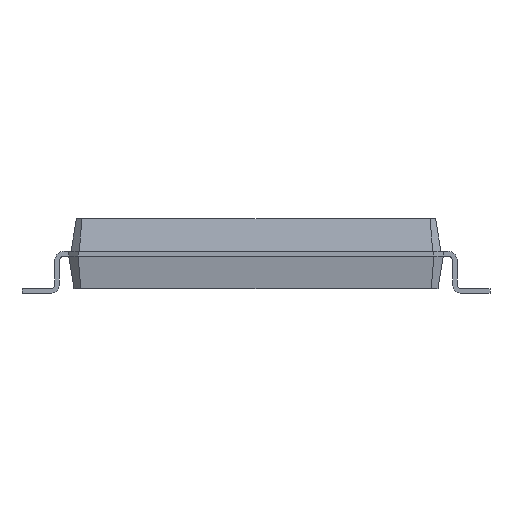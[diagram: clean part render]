
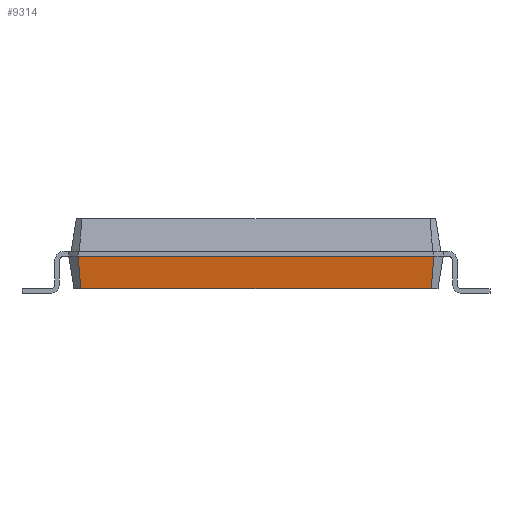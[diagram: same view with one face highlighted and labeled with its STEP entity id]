
A CAD part, front view. The second image highlights one B-rep face of the part: STEP entity #9314.
In plain terms, the highlighted free-form (B-spline) face has degree [1, 1] with [2, 2] control points.
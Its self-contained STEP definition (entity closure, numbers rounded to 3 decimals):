
#772 = PLANE('',#773);
#773 = AXIS2_PLACEMENT_3D('',#774,#775,#776);
#774 = CARTESIAN_POINT('',(-3.745,6.139,0.1));
#775 = DIRECTION('',(0.,-0.,-1.));
#776 = DIRECTION('',(0.521,-0.854,0.));
#799 = B_SPLINE_SURFACE_WITH_KNOTS('',1,1,(
(#800,#801)
,(#802,#803
)),.UNSPECIFIED.,.F.,.F.,.F.,(2,2),(2,2),(0.,0.283),(0.,1.)
,.PIECEWISE_BEZIER_KNOTS.);
#800 = CARTESIAN_POINT('',(3.889,-5.995,0.1));
#801 = CARTESIAN_POINT('',(4.,-6.05,0.8));
#802 = CARTESIAN_POINT('',(3.745,-6.139,0.1));
#803 = CARTESIAN_POINT('',(3.8,-6.25,0.8));
#2855 = VERTEX_POINT('',#2856);
#2856 = CARTESIAN_POINT('',(3.745,-6.139,0.1));
#2876 = EDGE_CURVE('',#2855,#2877,#2879,.T.);
#2877 = VERTEX_POINT('',#2878);
#2878 = CARTESIAN_POINT('',(-3.745,-6.139,0.1));
#2879 = SURFACE_CURVE('',#2880,(#2884,#2891),.PCURVE_S1.);
#2880 = LINE('',#2881,#2882);
#2881 = CARTESIAN_POINT('',(3.745,-6.139,0.1));
#2882 = VECTOR('',#2883,1.);
#2883 = DIRECTION('',(-1.,0.,0.));
#2884 = PCURVE('',#772,#2885);
#2885 = DEFINITIONAL_REPRESENTATION('',(#2886),#2890);
#2886 = LINE('',#2887,#2888);
#2887 = CARTESIAN_POINT('',(14.382,0.));
#2888 = VECTOR('',#2889,1.);
#2889 = DIRECTION('',(-0.521,0.854));
#2890 = ( GEOMETRIC_REPRESENTATION_CONTEXT(2)
PARAMETRIC_REPRESENTATION_CONTEXT() REPRESENTATION_CONTEXT('2D SPACE',''
) );
#2891 = PCURVE('',#2892,#2897);
#2892 = B_SPLINE_SURFACE_WITH_KNOTS('',1,1,(
(#2893,#2894)
,(#2895,#2896
)),.UNSPECIFIED.,.F.,.F.,.F.,(2,2),(2,2),(0.,7.6),(0.,1.),
.PIECEWISE_BEZIER_KNOTS.);
#2893 = CARTESIAN_POINT('',(3.745,-6.139,0.1));
#2894 = CARTESIAN_POINT('',(3.8,-6.25,0.8));
#2895 = CARTESIAN_POINT('',(-3.745,-6.139,0.1));
#2896 = CARTESIAN_POINT('',(-3.8,-6.25,0.8));
#2897 = DEFINITIONAL_REPRESENTATION('',(#2898),#2901);
#2898 = B_SPLINE_CURVE_WITH_KNOTS('',1,(#2899,#2900),.UNSPECIFIED.,.F.,
.F.,(2,2),(0.,7.489),.PIECEWISE_BEZIER_KNOTS.);
#2899 = CARTESIAN_POINT('',(0.,0.));
#2900 = CARTESIAN_POINT('',(7.6,0.));
#2901 = ( GEOMETRIC_REPRESENTATION_CONTEXT(2)
PARAMETRIC_REPRESENTATION_CONTEXT() REPRESENTATION_CONTEXT('2D SPACE',''
) );
#2919 = B_SPLINE_SURFACE_WITH_KNOTS('',1,1,(
(#2920,#2921)
,(#2922,#2923
)),.UNSPECIFIED.,.F.,.F.,.F.,(2,2),(2,2),(0.,0.283),(0.,1.)
,.PIECEWISE_BEZIER_KNOTS.);
#2920 = CARTESIAN_POINT('',(-3.745,-6.139,0.1));
#2921 = CARTESIAN_POINT('',(-3.8,-6.25,0.8));
#2922 = CARTESIAN_POINT('',(-3.889,-5.995,0.1));
#2923 = CARTESIAN_POINT('',(-4.,-6.05,0.8));
#2986 = EDGE_CURVE('',#2855,#2987,#2989,.T.);
#2987 = VERTEX_POINT('',#2988);
#2988 = CARTESIAN_POINT('',(3.8,-6.25,0.8));
#2989 = SURFACE_CURVE('',#2990,(#2993,#3000),.PCURVE_S1.);
#2990 = B_SPLINE_CURVE_WITH_KNOTS('',1,(#2991,#2992),.UNSPECIFIED.,.F.,
.F.,(2,2),(0.,1.),.PIECEWISE_BEZIER_KNOTS.);
#2991 = CARTESIAN_POINT('',(3.745,-6.139,0.1));
#2992 = CARTESIAN_POINT('',(3.8,-6.25,0.8));
#2993 = PCURVE('',#799,#2994);
#2994 = DEFINITIONAL_REPRESENTATION('',(#2995),#2999);
#2995 = LINE('',#2996,#2997);
#2996 = CARTESIAN_POINT('',(0.283,0.));
#2997 = VECTOR('',#2998,1.);
#2998 = DIRECTION('',(0.,1.));
#2999 = ( GEOMETRIC_REPRESENTATION_CONTEXT(2)
PARAMETRIC_REPRESENTATION_CONTEXT() REPRESENTATION_CONTEXT('2D SPACE',''
) );
#3000 = PCURVE('',#2892,#3001);
#3001 = DEFINITIONAL_REPRESENTATION('',(#3002),#3006);
#3002 = LINE('',#3003,#3004);
#3003 = CARTESIAN_POINT('',(0.,0.));
#3004 = VECTOR('',#3005,1.);
#3005 = DIRECTION('',(0.,1.));
#3006 = ( GEOMETRIC_REPRESENTATION_CONTEXT(2)
PARAMETRIC_REPRESENTATION_CONTEXT() REPRESENTATION_CONTEXT('2D SPACE',''
) );
#9314 = ADVANCED_FACE('',(#9315),#2892,.F.);
#9315 = FACE_BOUND('',#9316,.F.);
#9316 = EDGE_LOOP('',(#9317,#9318,#9340,#9366));
#9317 = ORIENTED_EDGE('',*,*,#2876,.T.);
#9318 = ORIENTED_EDGE('',*,*,#9319,.T.);
#9319 = EDGE_CURVE('',#2877,#9320,#9322,.T.);
#9320 = VERTEX_POINT('',#9321);
#9321 = CARTESIAN_POINT('',(-3.8,-6.25,0.8));
#9322 = SURFACE_CURVE('',#9323,(#9326,#9333),.PCURVE_S1.);
#9323 = B_SPLINE_CURVE_WITH_KNOTS('',1,(#9324,#9325),.UNSPECIFIED.,.F.,
.F.,(2,2),(0.,1.),.PIECEWISE_BEZIER_KNOTS.);
#9324 = CARTESIAN_POINT('',(-3.745,-6.139,0.1));
#9325 = CARTESIAN_POINT('',(-3.8,-6.25,0.8));
#9326 = PCURVE('',#2892,#9327);
#9327 = DEFINITIONAL_REPRESENTATION('',(#9328),#9332);
#9328 = LINE('',#9329,#9330);
#9329 = CARTESIAN_POINT('',(7.6,0.));
#9330 = VECTOR('',#9331,1.);
#9331 = DIRECTION('',(0.,1.));
#9332 = ( GEOMETRIC_REPRESENTATION_CONTEXT(2)
PARAMETRIC_REPRESENTATION_CONTEXT() REPRESENTATION_CONTEXT('2D SPACE',''
) );
#9333 = PCURVE('',#2919,#9334);
#9334 = DEFINITIONAL_REPRESENTATION('',(#9335),#9339);
#9335 = LINE('',#9336,#9337);
#9336 = CARTESIAN_POINT('',(0.,0.));
#9337 = VECTOR('',#9338,1.);
#9338 = DIRECTION('',(0.,1.));
#9339 = ( GEOMETRIC_REPRESENTATION_CONTEXT(2)
PARAMETRIC_REPRESENTATION_CONTEXT() REPRESENTATION_CONTEXT('2D SPACE',''
) );
#9340 = ORIENTED_EDGE('',*,*,#9341,.F.);
#9341 = EDGE_CURVE('',#2987,#9320,#9342,.T.);
#9342 = SURFACE_CURVE('',#9343,(#9347,#9354),.PCURVE_S1.);
#9343 = LINE('',#9344,#9345);
#9344 = CARTESIAN_POINT('',(3.8,-6.25,0.8));
#9345 = VECTOR('',#9346,1.);
#9346 = DIRECTION('',(-1.,0.,0.));
#9347 = PCURVE('',#2892,#9348);
#9348 = DEFINITIONAL_REPRESENTATION('',(#9349),#9353);
#9349 = LINE('',#9350,#9351);
#9350 = CARTESIAN_POINT('',(0.,1.));
#9351 = VECTOR('',#9352,1.);
#9352 = DIRECTION('',(1.,0.));
#9353 = ( GEOMETRIC_REPRESENTATION_CONTEXT(2)
PARAMETRIC_REPRESENTATION_CONTEXT() REPRESENTATION_CONTEXT('2D SPACE',''
) );
#9354 = PCURVE('',#9355,#9360);
#9355 = PLANE('',#9356);
#9356 = AXIS2_PLACEMENT_3D('',#9357,#9358,#9359);
#9357 = CARTESIAN_POINT('',(3.8,-6.25,0.9));
#9358 = DIRECTION('',(0.,1.,0.));
#9359 = DIRECTION('',(-1.,0.,0.));
#9360 = DEFINITIONAL_REPRESENTATION('',(#9361),#9365);
#9361 = LINE('',#9362,#9363);
#9362 = CARTESIAN_POINT('',(0.,-0.1));
#9363 = VECTOR('',#9364,1.);
#9364 = DIRECTION('',(1.,0.));
#9365 = ( GEOMETRIC_REPRESENTATION_CONTEXT(2)
PARAMETRIC_REPRESENTATION_CONTEXT() REPRESENTATION_CONTEXT('2D SPACE',''
) );
#9366 = ORIENTED_EDGE('',*,*,#2986,.F.);
